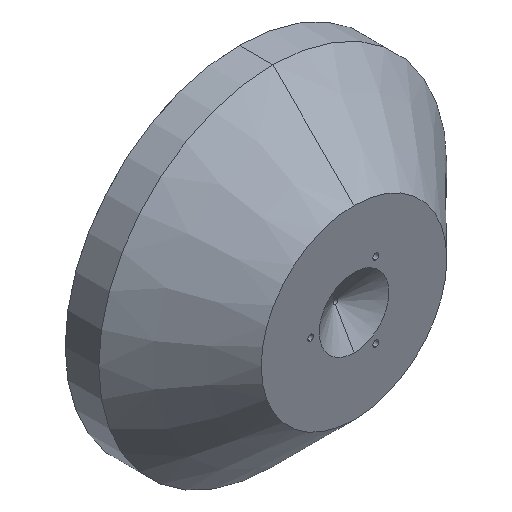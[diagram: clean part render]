
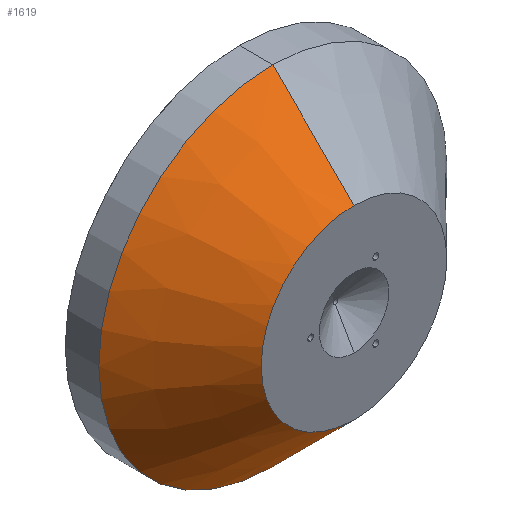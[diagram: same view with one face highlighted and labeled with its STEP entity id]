
A CAD part, isometric view. The second image highlights one B-rep face of the part: STEP entity #1619.
In plain terms, the highlighted conical face has half-angle 45 degrees and reference radius 80 mm.
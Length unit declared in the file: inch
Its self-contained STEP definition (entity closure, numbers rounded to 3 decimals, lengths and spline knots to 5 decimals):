
#157 = EDGE_CURVE ( 'NONE', #307, #724, #1466, .T. ) ;
#162 = DIRECTION ( 'NONE',  ( 0., 0.707, 0.707 ) ) ;
#248 = VECTOR ( 'NONE', #162, 39.37008 ) ;
#254 = DIRECTION ( 'NONE',  ( 0., 0., 1. ) ) ;
#307 = VERTEX_POINT ( 'NONE', #991 ) ;
#343 = EDGE_CURVE ( 'NONE', #736, #1280, #1012, .T. ) ;
#374 = EDGE_CURVE ( 'NONE', #307, #736, #429, .T. ) ;
#429 = CIRCLE ( 'NONE', #1432, 3.14961 ) ;
#504 = CARTESIAN_POINT ( 'NONE',  ( 0., -1.00423, 5.90551 ) ) ;
#709 = CARTESIAN_POINT ( 'NONE',  ( 0., -1.00423, -5.90551 ) ) ;
#718 = CARTESIAN_POINT ( 'NONE',  ( 0., -3.76014, 3.14961 ) ) ;
#724 = VERTEX_POINT ( 'NONE', #709 ) ;
#731 = CARTESIAN_POINT ( 'NONE',  ( 0., -3.76014, 0. ) ) ;
#736 = VERTEX_POINT ( 'NONE', #718 ) ;
#763 = DIRECTION ( 'NONE',  ( 0., 0., 1. ) ) ;
#844 = DIRECTION ( 'NONE',  ( 0., 1., 0. ) ) ;
#906 = ORIENTED_EDGE ( 'NONE', *, *, #374, .T. ) ;
#917 = EDGE_LOOP ( 'NONE', ( #1222, #906, #1014, #1024 ) ) ;
#991 = CARTESIAN_POINT ( 'NONE',  ( 0., -3.76014, -3.14961 ) ) ;
#993 = CARTESIAN_POINT ( 'NONE',  ( 0., -1.00423, 0. ) ) ;
#1012 = LINE ( 'NONE', #1556, #248 ) ;
#1014 = ORIENTED_EDGE ( 'NONE', *, *, #343, .T. ) ;
#1024 = ORIENTED_EDGE ( 'NONE', *, *, #1516, .F. ) ;
#1063 = CARTESIAN_POINT ( 'NONE',  ( 0., -3.76014, 0. ) ) ;
#1196 = CARTESIAN_POINT ( 'NONE',  ( 0., -3.76014, -3.14961 ) ) ;
#1222 = ORIENTED_EDGE ( 'NONE', *, *, #157, .F. ) ;
#1227 = CONICAL_SURFACE ( 'NONE', #1586, 3.14961, 0.785 ) ;
#1244 = VECTOR ( 'NONE', #1620, 39.37008 ) ;
#1280 = VERTEX_POINT ( 'NONE', #504 ) ;
#1309 = FACE_OUTER_BOUND ( 'NONE', #917, .T. ) ;
#1432 = AXIS2_PLACEMENT_3D ( 'NONE', #1063, #1436, #763 ) ;
#1436 = DIRECTION ( 'NONE',  ( 0., 1., 0. ) ) ;
#1466 = LINE ( 'NONE', #1196, #1244 ) ;
#1474 = CIRCLE ( 'NONE', #1712, 5.90551 ) ;
#1516 = EDGE_CURVE ( 'NONE', #724, #1280, #1474, .T. ) ;
#1556 = CARTESIAN_POINT ( 'NONE',  ( 0., -3.76014, 3.14961 ) ) ;
#1586 = AXIS2_PLACEMENT_3D ( 'NONE', #731, #1610, #254 ) ;
#1610 = DIRECTION ( 'NONE',  ( 0., 1., 0. ) ) ;
#1619 = ADVANCED_FACE ( 'NONE', ( #1309 ), #1227, .T. ) ;
#1620 = DIRECTION ( 'NONE',  ( 0., 0.707, -0.707 ) ) ;
#1678 = DIRECTION ( 'NONE',  ( 0., 0., 1. ) ) ;
#1712 = AXIS2_PLACEMENT_3D ( 'NONE', #993, #844, #1678 ) ;
